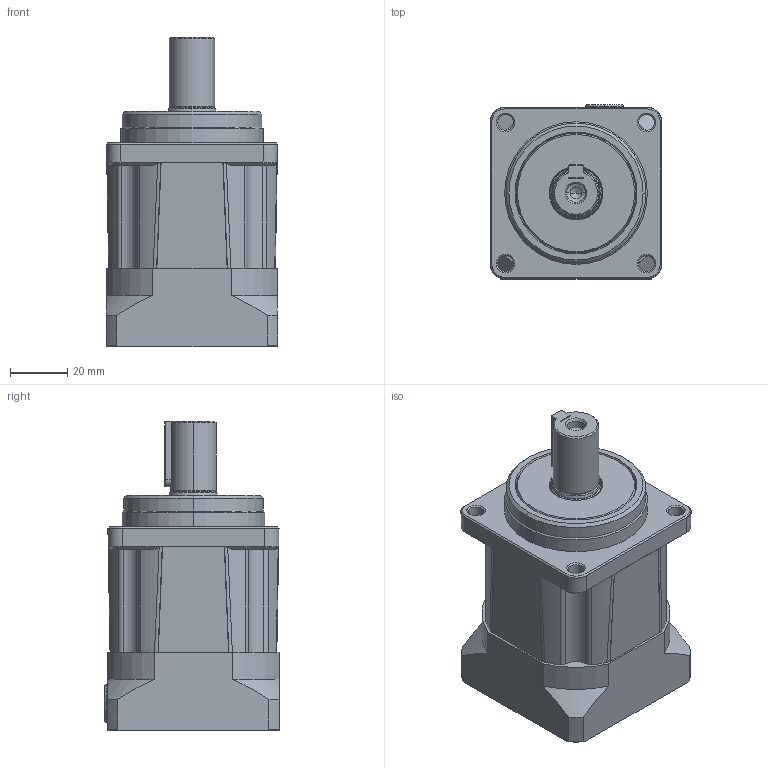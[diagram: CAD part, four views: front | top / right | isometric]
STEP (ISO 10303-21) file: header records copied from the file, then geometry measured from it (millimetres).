
FILE_DESCRIPTION (( 'STEP AP214' ), '1' );
FILE_NAME ('Outside_9810086272_HPN-14A-05-JxAEA-YB1-OM.STEP', '2021-07-20T08:00:58', ( 'Windows ユーザー' ), ( '' ), 'SwSTEP 2.0', 'SolidWorks 2018', '' );
FILE_SCHEMA (( 'AUTOMOTIVE_DESIGN' ));
Length unit declared in the file: millimetre
Products named in the file (1): Outside_9810086272_HPN-14A-05-JxAEA-YB1-OM
Bounding box: 60 x 61 x 108.5 mm (x, y, z)
Volume: 237971.2 mm3; surface area: 37049.8 mm2
Topology: 2 solids, 2 shells, 467 faces, 1174 edges, 734 vertices
Faces by surface type: plane 193, cylinder 154, cone 69, bspline 51
Entity records: 20551 total; most frequent: CARTESIAN_POINT 5005, ORIENTED_EDGE 2312, DIRECTION 2231, EDGE_CURVE 1156, AXIS2_PLACEMENT_3D 818, VERTEX_POINT 734, LINE 595, VECTOR 595
